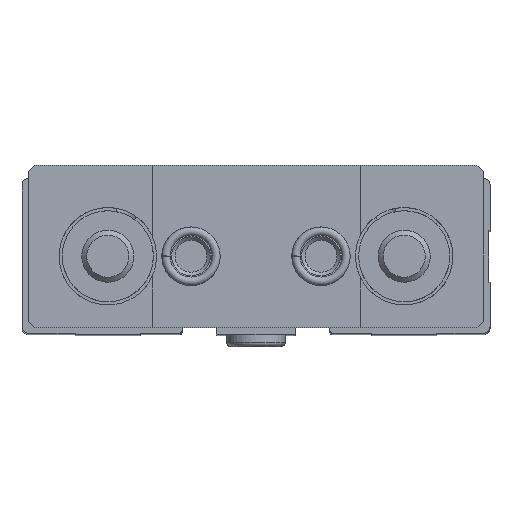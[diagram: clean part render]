
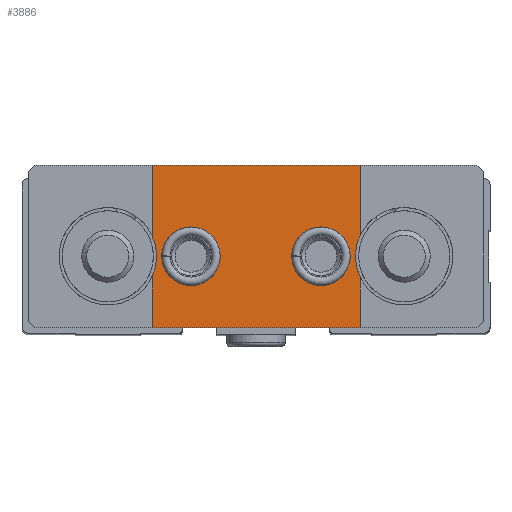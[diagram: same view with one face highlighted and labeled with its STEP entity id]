
A CAD part, top view. The second image highlights one B-rep face of the part: STEP entity #3886.
In plain terms, the highlighted planar face has unit normal (0, 0, 1).
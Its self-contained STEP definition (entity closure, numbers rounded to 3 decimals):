
#141=PLANE('',#4344);
#423=CIRCLE('',#4345,4.5);
#424=CIRCLE('',#4346,4.5);
#425=CIRCLE('',#4347,7.5);
#426=CIRCLE('',#4348,7.5);
#1198=ORIENTED_EDGE('',*,*,#1898,.F.);
#1199=ORIENTED_EDGE('',*,*,#1899,.F.);
#1200=ORIENTED_EDGE('',*,*,#1848,.T.);
#1201=ORIENTED_EDGE('',*,*,#1900,.T.);
#1202=ORIENTED_EDGE('',*,*,#1850,.T.);
#1203=ORIENTED_EDGE('',*,*,#1886,.T.);
#1204=ORIENTED_EDGE('',*,*,#1866,.T.);
#1205=ORIENTED_EDGE('',*,*,#1901,.T.);
#1206=ORIENTED_EDGE('',*,*,#1868,.T.);
#1207=ORIENTED_EDGE('',*,*,#1892,.T.);
#1848=EDGE_CURVE('',#2277,#2276,#2587,.T.);
#1850=EDGE_CURVE('',#2278,#2279,#2589,.T.);
#1866=EDGE_CURVE('',#2294,#2293,#2599,.T.);
#1868=EDGE_CURVE('',#2295,#2296,#2601,.T.);
#1886=EDGE_CURVE('',#2279,#2294,#2613,.T.);
#1892=EDGE_CURVE('',#2296,#2277,#2619,.T.);
#1898=EDGE_CURVE('',#2316,#2316,#423,.T.);
#1899=EDGE_CURVE('',#2317,#2317,#424,.T.);
#1900=EDGE_CURVE('',#2276,#2278,#425,.F.);
#1901=EDGE_CURVE('',#2293,#2295,#426,.F.);
#2276=VERTEX_POINT('',#6499);
#2277=VERTEX_POINT('',#6501);
#2278=VERTEX_POINT('',#6505);
#2279=VERTEX_POINT('',#6506);
#2293=VERTEX_POINT('',#6554);
#2294=VERTEX_POINT('',#6556);
#2295=VERTEX_POINT('',#6560);
#2296=VERTEX_POINT('',#6561);
#2316=VERTEX_POINT('',#6633);
#2317=VERTEX_POINT('',#6635);
#2587=LINE('',#6500,#2854);
#2589=LINE('',#6504,#2856);
#2599=LINE('',#6555,#2866);
#2601=LINE('',#6559,#2868);
#2613=LINE('',#6610,#2880);
#2619=LINE('',#6621,#2886);
#2854=VECTOR('',#5269,1000.);
#2856=VECTOR('',#5273,1000.);
#2866=VECTOR('',#5299,1000.);
#2868=VECTOR('',#5303,1000.);
#2880=VECTOR('',#5329,1000.);
#2886=VECTOR('',#5339,1000.);
#3146=EDGE_LOOP('',(#1198));
#3147=EDGE_LOOP('',(#1199));
#3148=EDGE_LOOP('',(#1200,#1201,#1202,#1203,#1204,#1205,#1206,#1207));
#3515=FACE_BOUND('',#3146,.T.);
#3516=FACE_BOUND('',#3147,.T.);
#3517=FACE_BOUND('',#3148,.T.);
#3886=ADVANCED_FACE('',(#3515,#3516,#3517),#141,.T.);
#4344=AXIS2_PLACEMENT_3D('',#6631,#5347,#5348);
#4345=AXIS2_PLACEMENT_3D('',#6632,#5349,#5350);
#4346=AXIS2_PLACEMENT_3D('',#6634,#5351,#5352);
#4347=AXIS2_PLACEMENT_3D('',#6636,#5353,#5354);
#4348=AXIS2_PLACEMENT_3D('',#6637,#5355,#5356);
#5269=DIRECTION('',(0.,1.,0.));
#5273=DIRECTION('',(0.,1.,0.));
#5299=DIRECTION('',(0.,-1.,0.));
#5303=DIRECTION('',(0.,-1.,0.));
#5329=DIRECTION('',(-1.,0.,0.));
#5339=DIRECTION('',(1.,0.,0.));
#5347=DIRECTION('',(0.,0.,1.));
#5348=DIRECTION('',(1.,0.,0.));
#5349=DIRECTION('',(0.,0.,1.));
#5350=DIRECTION('',(1.,0.,0.));
#5351=DIRECTION('',(0.,0.,1.));
#5352=DIRECTION('',(1.,0.,0.));
#5353=DIRECTION('',(0.,0.,1.));
#5354=DIRECTION('',(1.,0.,0.));
#5355=DIRECTION('',(0.,0.,1.));
#5356=DIRECTION('',(1.,0.,0.));
#6499=CARTESIAN_POINT('',(16.,-3.164,22.));
#6500=CARTESIAN_POINT('',(16.,0.,22.));
#6501=CARTESIAN_POINT('',(16.,-11.,22.));
#6504=CARTESIAN_POINT('',(16.,0.,22.));
#6505=CARTESIAN_POINT('',(16.,3.164,22.));
#6506=CARTESIAN_POINT('',(16.,14.,22.));
#6554=CARTESIAN_POINT('',(-16.,3.164,22.));
#6555=CARTESIAN_POINT('',(-16.,0.,22.));
#6556=CARTESIAN_POINT('',(-16.,14.,22.));
#6559=CARTESIAN_POINT('',(-16.,0.,22.));
#6560=CARTESIAN_POINT('',(-16.,-3.164,22.));
#6561=CARTESIAN_POINT('',(-16.,-11.,22.));
#6610=CARTESIAN_POINT('',(35.,14.,22.));
#6621=CARTESIAN_POINT('',(-35.,-11.,22.));
#6631=CARTESIAN_POINT('',(0.,0.,22.));
#6632=CARTESIAN_POINT('',(-10.,0.,22.));
#6633=CARTESIAN_POINT('',(-5.5,0.,22.));
#6634=CARTESIAN_POINT('',(10.,0.,22.));
#6635=CARTESIAN_POINT('',(14.5,0.,22.));
#6636=CARTESIAN_POINT('',(22.8,0.,22.));
#6637=CARTESIAN_POINT('',(-22.8,0.,22.));
